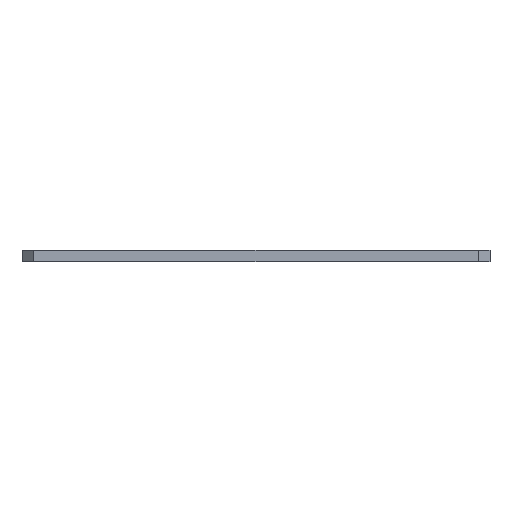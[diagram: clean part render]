
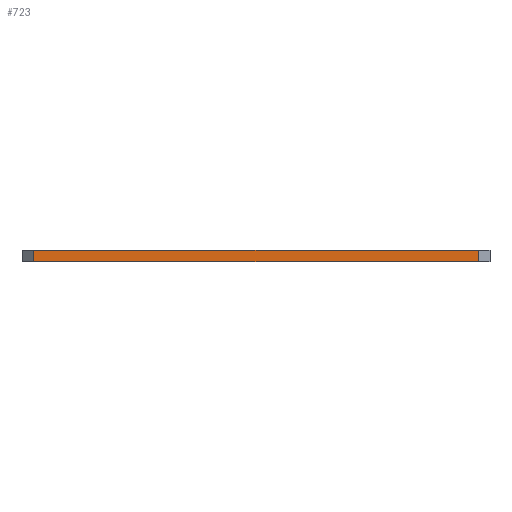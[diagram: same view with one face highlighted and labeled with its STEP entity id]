
A CAD part, front view. The second image highlights one B-rep face of the part: STEP entity #723.
In plain terms, the highlighted planar face has unit normal (0, -1, 0).
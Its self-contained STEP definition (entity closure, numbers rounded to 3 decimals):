
#32 = VECTOR ( 'NONE', #546, 1000. ) ;
#38 = ORIENTED_EDGE ( 'NONE', *, *, #291, .T. ) ;
#91 = CARTESIAN_POINT ( 'NONE',  ( 2., -160., 0. ) ) ;
#121 = CARTESIAN_POINT ( 'NONE',  ( 0., -160., -2. ) ) ;
#139 = EDGE_LOOP ( 'NONE', ( #556, #38, #315, #672 ) ) ;
#169 = EDGE_CURVE ( 'NONE', #616, #243, #281, .T. ) ;
#188 = LINE ( 'NONE', #370, #32 ) ;
#243 = VERTEX_POINT ( 'NONE', #532 ) ;
#262 = VECTOR ( 'NONE', #643, 1000. ) ;
#277 = LINE ( 'NONE', #698, #474 ) ;
#279 = VERTEX_POINT ( 'NONE', #471 ) ;
#281 = LINE ( 'NONE', #645, #660 ) ;
#291 = EDGE_CURVE ( 'NONE', #279, #708, #188, .T. ) ;
#315 = ORIENTED_EDGE ( 'NONE', *, *, #577, .T. ) ;
#340 = LINE ( 'NONE', #753, #262 ) ;
#361 = DIRECTION ( 'NONE',  ( 0., 1., 0. ) ) ;
#364 = PLANE ( 'NONE',  #460 ) ;
#370 = CARTESIAN_POINT ( 'NONE',  ( 78., -160., -2. ) ) ;
#460 = AXIS2_PLACEMENT_3D ( 'NONE', #121, #361, #777 ) ;
#463 = DIRECTION ( 'NONE',  ( 0., 0., -1. ) ) ;
#471 = CARTESIAN_POINT ( 'NONE',  ( 78., -160., -2. ) ) ;
#474 = VECTOR ( 'NONE', #640, 1000. ) ;
#532 = CARTESIAN_POINT ( 'NONE',  ( 2., -160., -2. ) ) ;
#536 = CARTESIAN_POINT ( 'NONE',  ( 78., -160., 0. ) ) ;
#546 = DIRECTION ( 'NONE',  ( 0., 0., 1. ) ) ;
#556 = ORIENTED_EDGE ( 'NONE', *, *, #598, .F. ) ;
#577 = EDGE_CURVE ( 'NONE', #708, #616, #340, .T. ) ;
#598 = EDGE_CURVE ( 'NONE', #279, #243, #277, .T. ) ;
#616 = VERTEX_POINT ( 'NONE', #91 ) ;
#640 = DIRECTION ( 'NONE',  ( -1., 0., 0. ) ) ;
#643 = DIRECTION ( 'NONE',  ( -1., 0., 0. ) ) ;
#645 = CARTESIAN_POINT ( 'NONE',  ( 2., -160., -2. ) ) ;
#660 = VECTOR ( 'NONE', #463, 1000. ) ;
#672 = ORIENTED_EDGE ( 'NONE', *, *, #169, .T. ) ;
#698 = CARTESIAN_POINT ( 'NONE',  ( 0., -160., -2. ) ) ;
#708 = VERTEX_POINT ( 'NONE', #536 ) ;
#723 = ADVANCED_FACE ( 'NONE', ( #766 ), #364, .F. ) ;
#753 = CARTESIAN_POINT ( 'NONE',  ( 0., -160., 0. ) ) ;
#766 = FACE_OUTER_BOUND ( 'NONE', #139, .T. ) ;
#777 = DIRECTION ( 'NONE',  ( 0., 0., 1. ) ) ;
